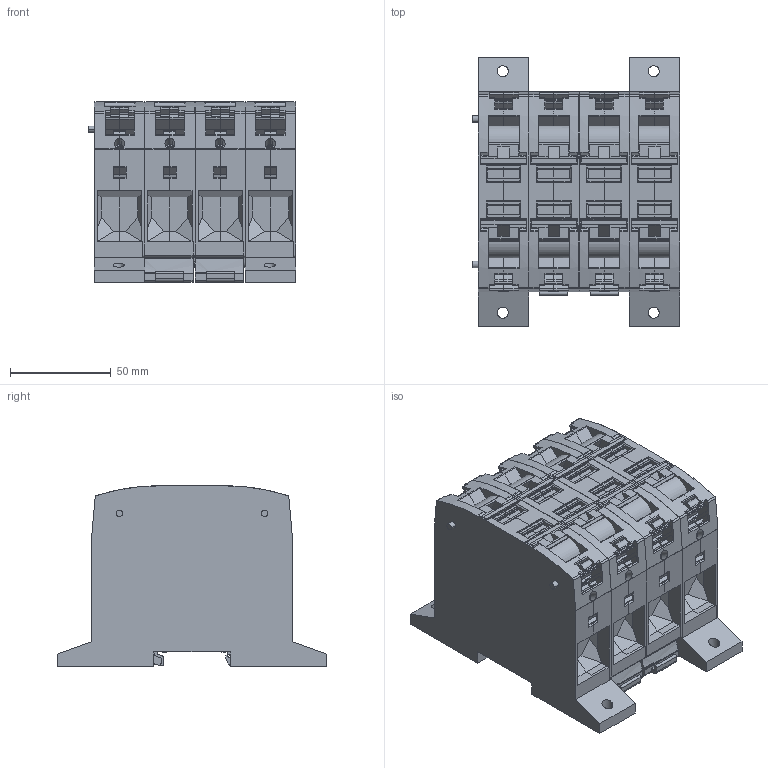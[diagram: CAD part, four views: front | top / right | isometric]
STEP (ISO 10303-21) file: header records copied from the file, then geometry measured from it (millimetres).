
FILE_DESCRIPTION(('CATIA V5 STEP Exchange','CAx-IF Rec.Pracs.--- Model Styling and Organization---1.4--- 2014-01-23'),'2;1');
FILE_NAME ('1148623-6_1', '2019-11-27T10:23:09+00:00', ('none'), ('Weidmueller'), 'CATIA Version 5-6 Release 2016 SP3 HF44', 'CATIA V5 STEP AP214', 'none');
FILE_SCHEMA(('AUTOMOTIVE_DESIGN { 1 0 10303 214 1 1 1 1 }'));
Products named in the file (1): 2694220000
Bounding box: 103 x 133.44 x 89.65 mm (x, y, z)
Volume: 748838.5 mm3; surface area: 228048.9 mm2
Topology: 24 solids, 48 shells, 3628 faces, 10660 edges, 7152 vertices
Faces by surface type: plane 1930, cylinder 1374, extrusion 212, cone 80, torus 16, bspline 16
Entity records: 132304 total; most frequent: CARTESIAN_POINT 40071, ORIENTED_EDGE 21304, DIRECTION 15400, EDGE_CURVE 10652, VECTOR 7162, VERTEX_POINT 7152, LINE 6950, AXIS2_PLACEMENT_3D 5335
